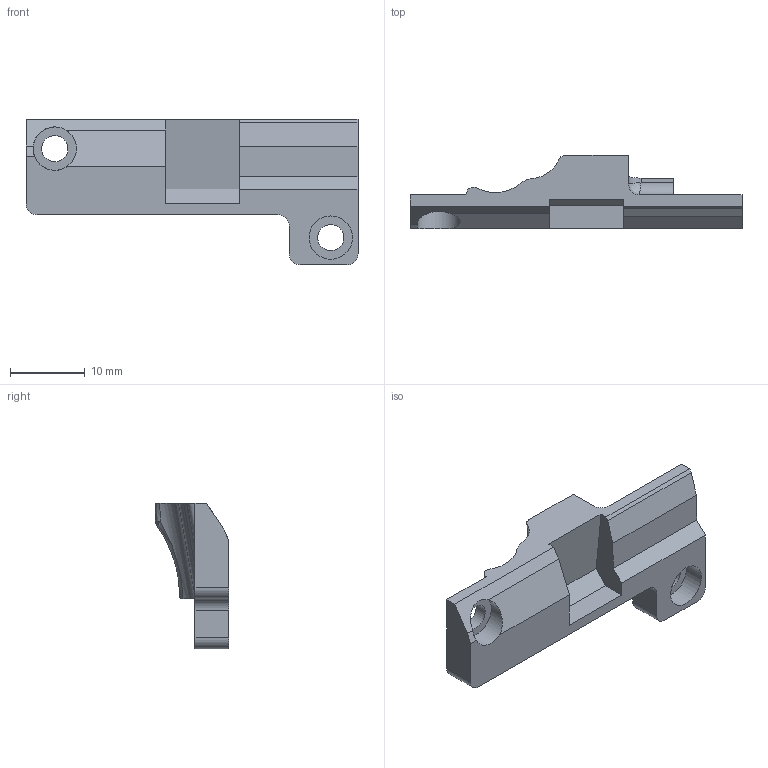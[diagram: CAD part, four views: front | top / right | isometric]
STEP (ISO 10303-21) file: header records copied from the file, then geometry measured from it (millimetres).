
FILE_DESCRIPTION(('HOOPS Exchange Step'),'2;1');
FILE_NAME('temp_export','2024-03-18T21:36:16+19:00',('DentedAF'),('Shapr3D Limited'),'HOOPS Exchange 2023.2','Shapr3D','Authorized');
FILE_SCHEMA( ('AUTOMOTIVE_DESIGN { 1 0 10303 214 1 1 1 1 }') );
Length unit declared in the file: millimetre
Products named in the file (1): root
Bounding box: 44.4 x 9.8 x 19.5 mm (x, y, z)
Volume: 2229.2 mm3; surface area: 2100.9 mm2
Topology: 1 solids, 1 shells, 56 faces, 151 edges, 98 vertices
Faces by surface type: plane 30, cylinder 20, bspline 5, sphere 1
Full cylindrical faces by diameter (mm): 3.5 x2, 5.35 x2, 5.8 x2
Entity records: 2372 total; most frequent: CARTESIAN_POINT 920, DIRECTION 299, ORIENTED_EDGE 298, EDGE_CURVE 149, AXIS2_PLACEMENT_3D 106, VERTEX_POINT 98, VECTOR 87, LINE 87
